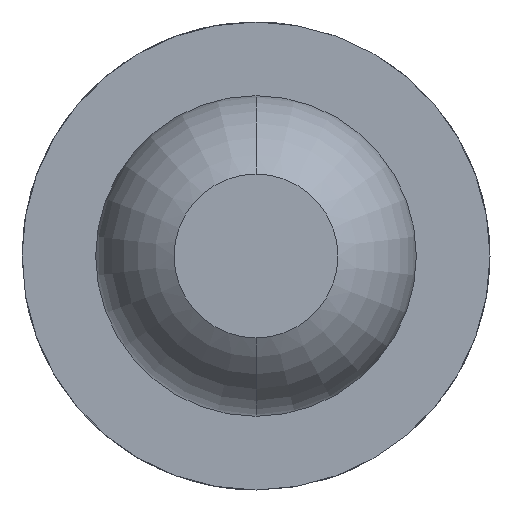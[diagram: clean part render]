
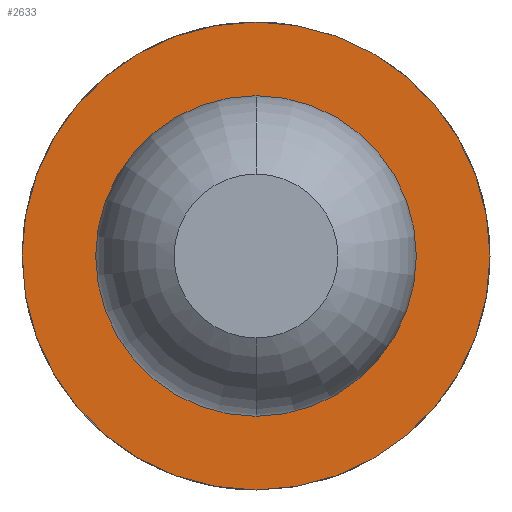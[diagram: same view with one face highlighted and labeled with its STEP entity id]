
A CAD part, front view. The second image highlights one B-rep face of the part: STEP entity #2633.
In plain terms, the highlighted planar face has unit normal (0, -1, 0).
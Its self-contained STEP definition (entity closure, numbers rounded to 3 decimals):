
#88 = CARTESIAN_POINT ( 'NONE',  ( 0., 11.7, 0. ) ) ;
#239 = CARTESIAN_POINT ( 'NONE',  ( 0., 11.7, -1. ) ) ;
#592 = EDGE_LOOP ( 'NONE', ( #2305, #4097 ) ) ;
#603 = CIRCLE ( 'NONE', #1590, 0.45 ) ;
#706 = AXIS2_PLACEMENT_3D ( 'NONE', #88, #3318, #3359 ) ;
#942 = DIRECTION ( 'NONE',  ( 0., 0., 1. ) ) ;
#960 = FACE_BOUND ( 'NONE', #2737, .T. ) ;
#1169 = CIRCLE ( 'NONE', #706, 1. ) ;
#1309 = EDGE_CURVE ( 'Defeature ausgef�hrt2_6+Defeature ausgef�hrt2_7+Defeature ausgef�hrt2_7+Defeature ausgef�hrt2_7', #2006, #1753, #4024, .T. ) ;
#1392 = CARTESIAN_POINT ( 'NONE',  ( 0., 11.7, -1. ) ) ;
#1414 = ORIENTED_EDGE ( 'NONE', *, *, #2674, .T. ) ;
#1518 = PLANE ( 'NONE',  #2996 ) ;
#1523 = ORIENTED_EDGE ( 'NONE', *, *, #2202, .T. ) ;
#1564 = VERTEX_POINT ( 'NONE', #3891 ) ;
#1577 = DIRECTION ( 'NONE',  ( 0., 1., 0. ) ) ;
#1590 = AXIS2_PLACEMENT_3D ( 'NONE', #3937, #3522, #2715 ) ;
#1711 = EDGE_CURVE ( 'Defeature ausgef�hrt2_6+Defeature ausgef�hrt2_7+Defeature ausgef�hrt2_7+Defeature ausgef�hrt2_7', #1753, #2006, #1169, .T. ) ;
#1753 = VERTEX_POINT ( 'NONE', #1392 ) ;
#2006 = VERTEX_POINT ( 'NONE', #3463 ) ;
#2130 = FACE_OUTER_BOUND ( 'NONE', #592, .T. ) ;
#2202 = EDGE_CURVE ( 'Defeature ausgef�hrt2_7+Defeature ausgef�hrt2_8+Defeature ausgef�hrt2_8+Defeature ausgef�hrt2_8', #1564, #2942, #3168, .T. ) ;
#2305 = ORIENTED_EDGE ( 'NONE', *, *, #1309, .F. ) ;
#2396 = AXIS2_PLACEMENT_3D ( 'NONE', #3933, #3905, #4242 ) ;
#2513 = AXIS2_PLACEMENT_3D ( 'NONE', #4233, #2865, #942 ) ;
#2633 = ADVANCED_FACE ( 'Defeature ausgef�hrt2_7', ( #2130, #960 ), #1518, .F. ) ;
#2674 = EDGE_CURVE ( 'Defeature ausgef�hrt2_7+Defeature ausgef�hrt2_8+Defeature ausgef�hrt2_8+Defeature ausgef�hrt2_8', #2942, #1564, #603, .T. ) ;
#2715 = DIRECTION ( 'NONE',  ( 0., 0., 1. ) ) ;
#2737 = EDGE_LOOP ( 'NONE', ( #1414, #1523 ) ) ;
#2865 = DIRECTION ( 'NONE',  ( 0., 1., 0. ) ) ;
#2942 = VERTEX_POINT ( 'NONE', #3706 ) ;
#2996 = AXIS2_PLACEMENT_3D ( 'NONE', #239, #1577, #3847 ) ;
#3168 = CIRCLE ( 'NONE', #2396, 0.45 ) ;
#3318 = DIRECTION ( 'NONE',  ( 0., 1., 0. ) ) ;
#3359 = DIRECTION ( 'NONE',  ( 0., 0., 1. ) ) ;
#3463 = CARTESIAN_POINT ( 'NONE',  ( 0., 11.7, 1. ) ) ;
#3522 = DIRECTION ( 'NONE',  ( 0., 1., 0. ) ) ;
#3706 = CARTESIAN_POINT ( 'NONE',  ( 0., 11.7, -0.45 ) ) ;
#3847 = DIRECTION ( 'NONE',  ( 0., 0., 1. ) ) ;
#3891 = CARTESIAN_POINT ( 'NONE',  ( 0., 11.7, 0.45 ) ) ;
#3905 = DIRECTION ( 'NONE',  ( 0., 1., 0. ) ) ;
#3933 = CARTESIAN_POINT ( 'NONE',  ( 0., 11.7, 0. ) ) ;
#3937 = CARTESIAN_POINT ( 'NONE',  ( 0., 11.7, 0. ) ) ;
#4024 = CIRCLE ( 'NONE', #2513, 1. ) ;
#4097 = ORIENTED_EDGE ( 'NONE', *, *, #1711, .F. ) ;
#4233 = CARTESIAN_POINT ( 'NONE',  ( 0., 11.7, 0. ) ) ;
#4242 = DIRECTION ( 'NONE',  ( 0., 0., 1. ) ) ;
